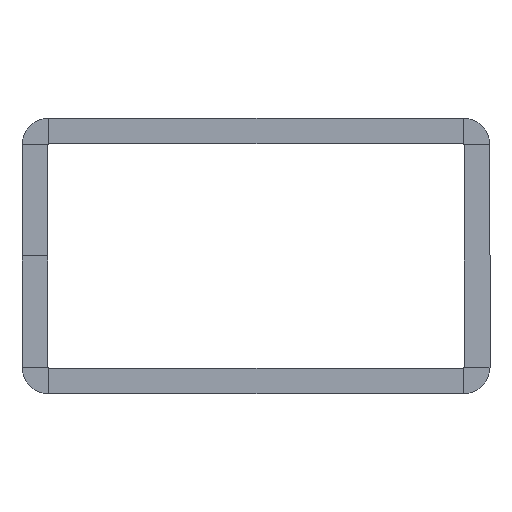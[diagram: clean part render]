
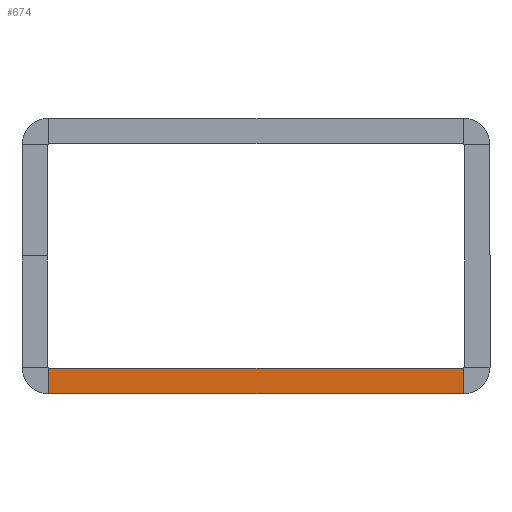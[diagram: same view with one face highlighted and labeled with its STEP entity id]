
A CAD part, top view. The second image highlights one B-rep face of the part: STEP entity #674.
In plain terms, the highlighted planar face has unit normal (0, 0, 1).
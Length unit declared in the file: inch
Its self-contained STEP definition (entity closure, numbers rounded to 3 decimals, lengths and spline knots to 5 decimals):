
#40 = VECTOR ( 'NONE', #551, 39.37008 ) ;
#71 = CARTESIAN_POINT ( 'NONE',  ( -2.29315, -1.24016, 0. ) ) ;
#108 = DIRECTION ( 'NONE',  ( 0., 1., 0. ) ) ;
#128 = EDGE_CURVE ( 'NONE', #1043, #1113, #561, .T. ) ;
#196 = LINE ( 'NONE', #615, #633 ) ;
#240 = CARTESIAN_POINT ( 'NONE',  ( 2.29315, -1.24016, 0. ) ) ;
#323 = VERTEX_POINT ( 'NONE', #1348 ) ;
#331 = LINE ( 'NONE', #756, #580 ) ;
#399 = LINE ( 'NONE', #510, #720 ) ;
#407 = DIRECTION ( 'NONE',  ( 1., 0., 0. ) ) ;
#461 = ORIENTED_EDGE ( 'NONE', *, *, #128, .T. ) ;
#491 = EDGE_CURVE ( 'NONE', #1161, #323, #331, .T. ) ;
#510 = CARTESIAN_POINT ( 'NONE',  ( -2.29315, -1.52756, 0. ) ) ;
#551 = DIRECTION ( 'NONE',  ( 0., 1., 0. ) ) ;
#561 = LINE ( 'NONE', #991, #40 ) ;
#580 = VECTOR ( 'NONE', #108, 39.37008 ) ;
#597 = PLANE ( 'NONE',  #1253 ) ;
#615 = CARTESIAN_POINT ( 'NONE',  ( -2.29315, -1.24016, 0. ) ) ;
#627 = CARTESIAN_POINT ( 'NONE',  ( 2.29315, -1.52756, 0. ) ) ;
#633 = VECTOR ( 'NONE', #407, 39.37008 ) ;
#667 = ORIENTED_EDGE ( 'NONE', *, *, #833, .T. ) ;
#674 = ADVANCED_FACE ( 'NONE', ( #1239 ), #597, .F. ) ;
#707 = DIRECTION ( 'NONE',  ( 0., 0., -1. ) ) ;
#720 = VECTOR ( 'NONE', #1144, 39.37008 ) ;
#756 = CARTESIAN_POINT ( 'NONE',  ( -2.29315, -1.24016, 0. ) ) ;
#788 = EDGE_LOOP ( 'NONE', ( #1182, #884, #667, #461 ) ) ;
#833 = EDGE_CURVE ( 'NONE', #1161, #1043, #399, .T. ) ;
#884 = ORIENTED_EDGE ( 'NONE', *, *, #491, .F. ) ;
#991 = CARTESIAN_POINT ( 'NONE',  ( 2.29315, -1.24016, 0. ) ) ;
#1039 = EDGE_CURVE ( 'NONE', #323, #1113, #196, .T. ) ;
#1043 = VERTEX_POINT ( 'NONE', #627 ) ;
#1095 = CARTESIAN_POINT ( 'NONE',  ( -2.29315, -1.52756, 0. ) ) ;
#1113 = VERTEX_POINT ( 'NONE', #240 ) ;
#1144 = DIRECTION ( 'NONE',  ( 1., 0., 0. ) ) ;
#1161 = VERTEX_POINT ( 'NONE', #1095 ) ;
#1182 = ORIENTED_EDGE ( 'NONE', *, *, #1039, .F. ) ;
#1239 = FACE_OUTER_BOUND ( 'NONE', #788, .T. ) ;
#1246 = DIRECTION ( 'NONE',  ( -1., 0., 0. ) ) ;
#1253 = AXIS2_PLACEMENT_3D ( 'NONE', #71, #707, #1246 ) ;
#1348 = CARTESIAN_POINT ( 'NONE',  ( -2.29315, -1.24016, 0. ) ) ;
